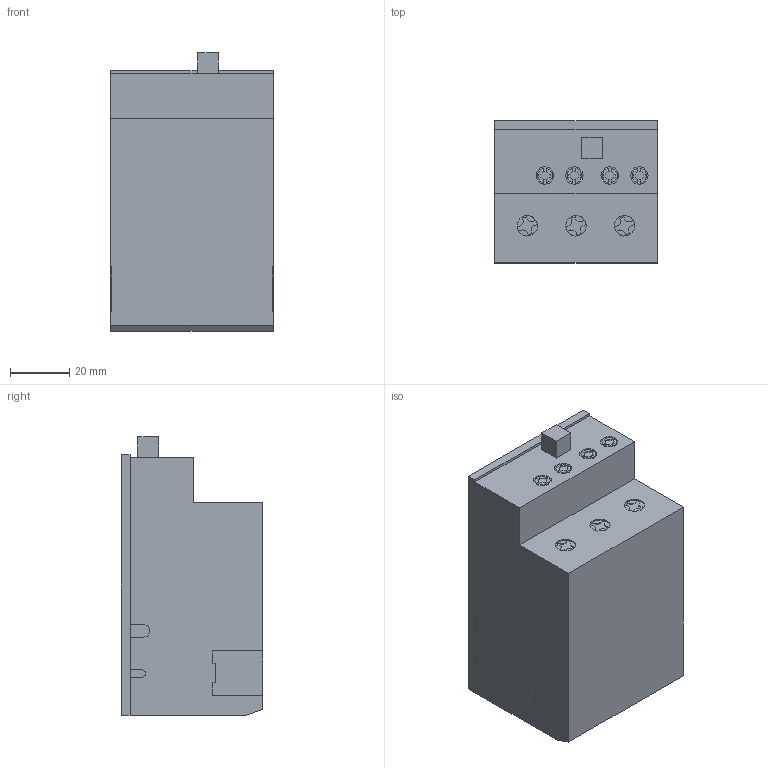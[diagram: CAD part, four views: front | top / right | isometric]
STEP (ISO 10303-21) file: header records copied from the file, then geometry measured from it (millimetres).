
FILE_DESCRIPTION(/* description */ (''),/* implementation_level */ '2;1');
FILE_NAME(/* name */ '3d_35÷50A-RFNA825000.stp',/* time_stamp */ '2016-10-24T13:42:17+02:00',/* author */ ('Andrzej'),/* organization */ (''),/* preprocessor_version */ 'ST-DEVELOPER v15.5',/* originating_system */ 'AutoCAD Mechanical',/* authorisation */ '');
FILE_SCHEMA (('AUTOMOTIVE_DESIGN { 1 0 10303 214 3 1 1 }'));
Length unit declared in the file: millimetre
Products named in the file (1): Product
Bounding box: 55 x 48 x 94.4 mm (x, y, z)
Volume: 210887.2 mm3; surface area: 32558.7 mm2
Topology: 3 solids, 3 shells, 223 faces, 653 edges, 485 vertices
Faces by surface type: plane 204, cylinder 19
Full cylindrical faces by diameter (mm): 6 x4, 7 x3
Entity records: 7253 total; most frequent: CARTESIAN_POINT 1355, ORIENTED_EDGE 1216, DIRECTION 1145, EDGE_CURVE 608, LINE 595, VECTOR 595, VERTEX_POINT 409, AXIS2_PLACEMENT_3D 275
